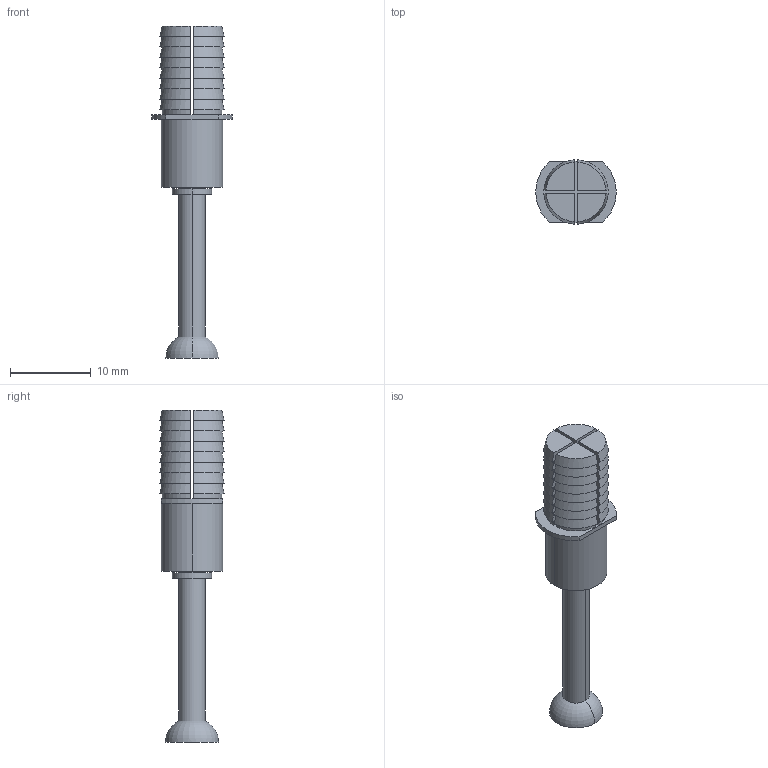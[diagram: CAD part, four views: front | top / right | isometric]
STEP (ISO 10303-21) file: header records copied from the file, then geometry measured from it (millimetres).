
FILE_DESCRIPTION (( 'STEP AP214' ), '1' );
FILE_NAME ('F002524_3D.step', '2022-11-21T18:14:34', ( '' ), ( '' ), 'SwSTEP 2.0', 'SolidWorks 2020', '' );
FILE_SCHEMA (( 'AUTOMOTIVE_DESIGN' ));
Length unit declared in the file: millimetre
Products named in the file (1): F002524_3D
Bounding box: 10 x 7.99 x 41.2 mm (x, y, z)
Volume: 1099.9 mm3; surface area: 1281 mm2
Topology: 1 solids, 1 shells, 102 faces, 275 edges, 182 vertices
Faces by surface type: plane 53, cone 32, cylinder 15, torus 2
Entity records: 3421 total; most frequent: CARTESIAN_POINT 848, ORIENTED_EDGE 550, DIRECTION 517, EDGE_CURVE 275, AXIS2_PLACEMENT_3D 203, VERTEX_POINT 182, VECTOR 111, LINE 111
